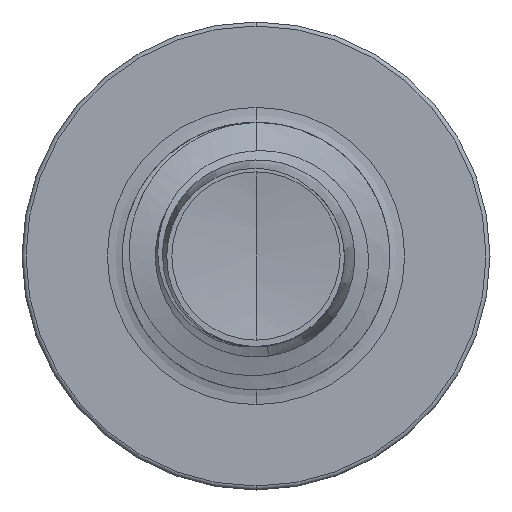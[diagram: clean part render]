
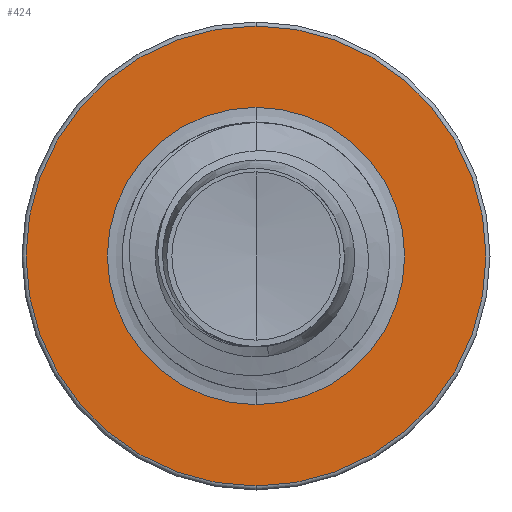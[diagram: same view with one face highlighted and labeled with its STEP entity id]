
A CAD part, front view. The second image highlights one B-rep face of the part: STEP entity #424.
In plain terms, the highlighted planar face has unit normal (0, -1, 0).
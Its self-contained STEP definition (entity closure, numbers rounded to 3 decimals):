
#424 = ADVANCED_FACE ( 'NONE', ( #18868, #15197 ), #5208, .F. ) ;
#600 = VERTEX_POINT ( 'NONE', #1970 ) ;
#734 = DIRECTION ( 'NONE',  ( 0., 1., 0. ) ) ;
#1162 = AXIS2_PLACEMENT_3D ( 'NONE', #17741, #9601, #19286 ) ;
#1970 = CARTESIAN_POINT ( 'NONE',  ( 0., 5.5, 1.72 ) ) ;
#2048 = DIRECTION ( 'NONE',  ( 0., 1., 0. ) ) ;
#2910 = DIRECTION ( 'NONE',  ( 0., 1., 0. ) ) ;
#3081 = CARTESIAN_POINT ( 'NONE',  ( 0., 5.5, 1.112 ) ) ;
#3326 = CIRCLE ( 'NONE', #5714, 1.112 ) ;
#3826 = AXIS2_PLACEMENT_3D ( 'NONE', #15135, #6498, #16407 ) ;
#4138 = EDGE_LOOP ( 'NONE', ( #12775, #5667 ) ) ;
#4149 = CARTESIAN_POINT ( 'NONE',  ( 0., 5.5, -1.112 ) ) ;
#5200 = AXIS2_PLACEMENT_3D ( 'NONE', #10575, #734, #11993 ) ;
#5208 = PLANE ( 'NONE',  #13407 ) ;
#5667 = ORIENTED_EDGE ( 'NONE', *, *, #17888, .F. ) ;
#5714 = AXIS2_PLACEMENT_3D ( 'NONE', #11606, #2048, #12990 ) ;
#6498 = DIRECTION ( 'NONE',  ( 0., 1., 0. ) ) ;
#6660 = VERTEX_POINT ( 'NONE', #19168 ) ;
#8041 = CIRCLE ( 'NONE', #5200, 1.72 ) ;
#8682 = CARTESIAN_POINT ( 'NONE',  ( 0., 5.5, -1.72 ) ) ;
#9601 = DIRECTION ( 'NONE',  ( 0., 1., 0. ) ) ;
#10575 = CARTESIAN_POINT ( 'NONE',  ( 0., 5.5, 0. ) ) ;
#10873 = EDGE_LOOP ( 'NONE', ( #17515, #11255 ) ) ;
#11255 = ORIENTED_EDGE ( 'NONE', *, *, #14796, .T. ) ;
#11606 = CARTESIAN_POINT ( 'NONE',  ( 0., 5.5, 0. ) ) ;
#11993 = DIRECTION ( 'NONE',  ( 0., 0., 1. ) ) ;
#12275 = CIRCLE ( 'NONE', #1162, 1.112 ) ;
#12775 = ORIENTED_EDGE ( 'NONE', *, *, #15321, .F. ) ;
#12990 = DIRECTION ( 'NONE',  ( 0., 0., 1. ) ) ;
#13318 = CIRCLE ( 'NONE', #3826, 1.72 ) ;
#13407 = AXIS2_PLACEMENT_3D ( 'NONE', #4149, #2910, #16883 ) ;
#14796 = EDGE_CURVE ( 'NONE', #6660, #16388, #3326, .T. ) ;
#14836 = VERTEX_POINT ( 'NONE', #8682 ) ;
#15135 = CARTESIAN_POINT ( 'NONE',  ( 0., 5.5, 0. ) ) ;
#15197 = FACE_BOUND ( 'NONE', #10873, .T. ) ;
#15321 = EDGE_CURVE ( 'NONE', #600, #14836, #8041, .T. ) ;
#16388 = VERTEX_POINT ( 'NONE', #3081 ) ;
#16407 = DIRECTION ( 'NONE',  ( 0., 0., 1. ) ) ;
#16883 = DIRECTION ( 'NONE',  ( 0., 0., 1. ) ) ;
#17515 = ORIENTED_EDGE ( 'NONE', *, *, #17851, .T. ) ;
#17741 = CARTESIAN_POINT ( 'NONE',  ( 0., 5.5, 0. ) ) ;
#17851 = EDGE_CURVE ( 'NONE', #16388, #6660, #12275, .T. ) ;
#17888 = EDGE_CURVE ( 'NONE', #14836, #600, #13318, .T. ) ;
#18868 = FACE_OUTER_BOUND ( 'NONE', #4138, .T. ) ;
#19168 = CARTESIAN_POINT ( 'NONE',  ( 0., 5.5, -1.112 ) ) ;
#19286 = DIRECTION ( 'NONE',  ( 0., 0., 1. ) ) ;
